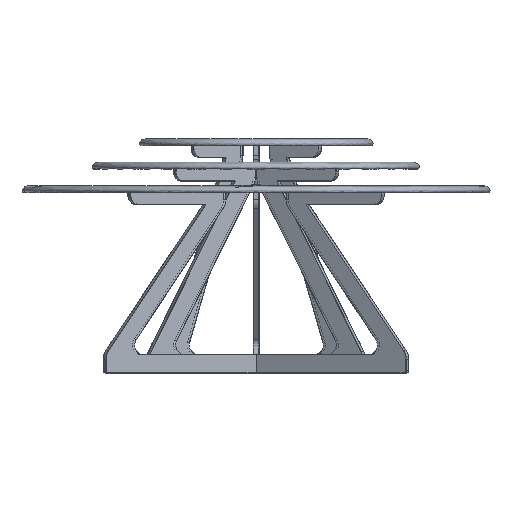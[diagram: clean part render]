
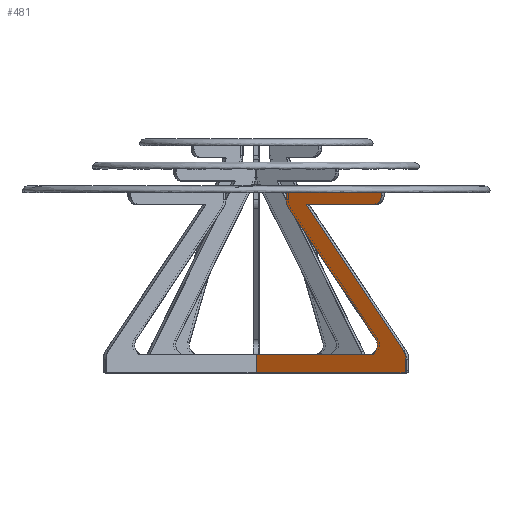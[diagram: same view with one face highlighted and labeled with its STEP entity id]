
A CAD part, left-side view. The second image highlights one B-rep face of the part: STEP entity #481.
In plain terms, the highlighted planar face has unit normal (-0.866, 0.5, 0).
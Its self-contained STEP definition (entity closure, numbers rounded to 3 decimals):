
#29=B_SPLINE_CURVE_WITH_KNOTS('',1,(#9010,#9011),.UNSPECIFIED.,.F.,.F.,
(2,2),(0.,279.088),.UNSPECIFIED.);
#30=B_SPLINE_CURVE_WITH_KNOTS('',1,(#9012,#9013),.UNSPECIFIED.,.F.,.F.,
(2,2),(1.014,164.814),.UNSPECIFIED.);
#31=B_SPLINE_CURVE_WITH_KNOTS('',1,(#9014,#9015),.UNSPECIFIED.,.F.,.F.,
(2,2),(0.,9.5),.UNSPECIFIED.);
#32=B_SPLINE_CURVE_WITH_KNOTS('',1,(#9016,#9017),.UNSPECIFIED.,.F.,.F.,
(2,2),(0.5,234.735),.UNSPECIFIED.);
#33=B_SPLINE_CURVE_WITH_KNOTS('',1,(#9018,#9019),.UNSPECIFIED.,.F.,.F.,
(2,2),(0.,365.068),.UNSPECIFIED.);
#34=B_SPLINE_CURVE_WITH_KNOTS('',1,(#9020,#9021),.UNSPECIFIED.,.F.,.F.,
(2,2),(0.5,39.5),.UNSPECIFIED.);
#335=PLANE('',#6847);
#481=ADVANCED_FACE('',(#961),#335,.T.);
#961=FACE_OUTER_BOUND('',#1441,.T.);
#1441=EDGE_LOOP('',(#2147,#2148,#2149,#2150,#2151,#2152,#2153,#2154,#2155,
#2156,#2157,#2158,#2159,#2160,#2161,#2162));
#2147=ORIENTED_EDGE('',*,*,#4104,.T.);
#2148=ORIENTED_EDGE('',*,*,#4103,.F.);
#2149=ORIENTED_EDGE('',*,*,#4198,.T.);
#2150=ORIENTED_EDGE('',*,*,#4194,.T.);
#2151=ORIENTED_EDGE('',*,*,#4166,.T.);
#2152=ORIENTED_EDGE('',*,*,#4162,.T.);
#2153=ORIENTED_EDGE('',*,*,#4318,.F.);
#2154=ORIENTED_EDGE('',*,*,#4100,.T.);
#2155=ORIENTED_EDGE('',*,*,#4187,.T.);
#2156=ORIENTED_EDGE('',*,*,#4101,.T.);
#2157=ORIENTED_EDGE('',*,*,#4102,.T.);
#2158=ORIENTED_EDGE('',*,*,#4145,.T.);
#2159=ORIENTED_EDGE('',*,*,#4178,.T.);
#2160=ORIENTED_EDGE('',*,*,#4172,.T.);
#2161=ORIENTED_EDGE('',*,*,#4149,.T.);
#2162=ORIENTED_EDGE('',*,*,#4099,.F.);
#4099=EDGE_CURVE('',#5850,#5851,#29,.T.);
#4100=EDGE_CURVE('',#5862,#5860,#30,.T.);
#4101=EDGE_CURVE('',#5861,#5864,#31,.T.);
#4102=EDGE_CURVE('',#5864,#5858,#32,.T.);
#4103=EDGE_CURVE('',#5852,#5865,#33,.T.);
#4104=EDGE_CURVE('',#5850,#5865,#34,.T.);
#4145=EDGE_CURVE('',#5858,#5859,#5170,.T.);
#4149=EDGE_CURVE('',#5856,#5851,#5174,.T.);
#4162=EDGE_CURVE('',#5855,#5863,#5185,.T.);
#4166=EDGE_CURVE('',#5854,#5855,#5189,.T.);
#4172=EDGE_CURVE('',#5857,#5856,#5195,.T.);
#4178=EDGE_CURVE('',#5859,#5857,#5201,.T.);
#4187=EDGE_CURVE('',#5860,#5861,#5210,.T.);
#4194=EDGE_CURVE('',#5853,#5854,#5217,.T.);
#4198=EDGE_CURVE('',#5852,#5853,#5221,.T.);
#4318=EDGE_CURVE('',#5862,#5863,#5329,.T.);
#5170=(
BOUNDED_CURVE()
B_SPLINE_CURVE(1,(#9121,#9122),.UNSPECIFIED.,.F.,.F.)
B_SPLINE_CURVE_WITH_KNOTS((2,2),(0.5,19.815),
 .UNSPECIFIED.)
CURVE()
GEOMETRIC_REPRESENTATION_ITEM()
RATIONAL_B_SPLINE_CURVE((1.,1.))
REPRESENTATION_ITEM('')
);
#5174=(
BOUNDED_CURVE()
B_SPLINE_CURVE(3,(#9136,#9137,#9138,#9139,#9140,#9141,#9142),
 .UNSPECIFIED.,.F.,.F.)
B_SPLINE_CURVE_WITH_KNOTS((4,1,1,1,4),(0.,10.45,
22.809,35.168,45.617),.UNSPECIFIED.)
CURVE()
GEOMETRIC_REPRESENTATION_ITEM()
RATIONAL_B_SPLINE_CURVE((1.,1.,1.,1.,1.,1.,1.))
REPRESENTATION_ITEM('')
);
#5185=(
BOUNDED_CURVE()
B_SPLINE_CURVE(1,(#9182,#9183),.UNSPECIFIED.,.F.,.F.)
B_SPLINE_CURVE_WITH_KNOTS((2,2),(0.,391.855),
 .UNSPECIFIED.)
CURVE()
GEOMETRIC_REPRESENTATION_ITEM()
RATIONAL_B_SPLINE_CURVE((1.,1.))
REPRESENTATION_ITEM('')
);
#5189=(
BOUNDED_CURVE()
B_SPLINE_CURVE(2,(#9193,#9194,#9195),.UNSPECIFIED.,.F.,.F.)
B_SPLINE_CURVE_WITH_KNOTS((3,3),(0.,19.309),
 .UNSPECIFIED.)
CURVE()
GEOMETRIC_REPRESENTATION_ITEM()
RATIONAL_B_SPLINE_CURVE((1.,0.947,1.))
REPRESENTATION_ITEM('')
);
#5195=(
BOUNDED_CURVE()
B_SPLINE_CURVE(1,(#9208,#9209),.UNSPECIFIED.,.F.,.F.)
B_SPLINE_CURVE_WITH_KNOTS((2,2),(0.,352.31),
 .UNSPECIFIED.)
CURVE()
GEOMETRIC_REPRESENTATION_ITEM()
RATIONAL_B_SPLINE_CURVE((1.,1.))
REPRESENTATION_ITEM('')
);
#5201=(
BOUNDED_CURVE()
B_SPLINE_CURVE(2,(#9225,#9226,#9227),.UNSPECIFIED.,.F.,.F.)
B_SPLINE_CURVE_WITH_KNOTS((3,3),(0.,19.309),
 .UNSPECIFIED.)
CURVE()
GEOMETRIC_REPRESENTATION_ITEM()
RATIONAL_B_SPLINE_CURVE((1.,0.947,1.))
REPRESENTATION_ITEM('')
);
#5210=(
BOUNDED_CURVE()
B_SPLINE_CURVE(2,(#9250,#9251,#9252),.UNSPECIFIED.,.F.,.F.)
B_SPLINE_CURVE_WITH_KNOTS((3,3),(0.,30.63),
 .UNSPECIFIED.)
CURVE()
GEOMETRIC_REPRESENTATION_ITEM()
RATIONAL_B_SPLINE_CURVE((1.,0.707,1.))
REPRESENTATION_ITEM('')
);
#5217=(
BOUNDED_CURVE()
B_SPLINE_CURVE(1,(#9268,#9269),.UNSPECIFIED.,.F.,.F.)
B_SPLINE_CURVE_WITH_KNOTS((2,2),(0.,24.815),
 .UNSPECIFIED.)
CURVE()
GEOMETRIC_REPRESENTATION_ITEM()
RATIONAL_B_SPLINE_CURVE((1.,1.))
REPRESENTATION_ITEM('')
);
#5221=(
BOUNDED_CURVE()
B_SPLINE_CURVE(2,(#9279,#9280,#9281),.UNSPECIFIED.,.F.,.F.)
B_SPLINE_CURVE_WITH_KNOTS((3,3),(0.,7.068),
 .UNSPECIFIED.)
CURVE()
GEOMETRIC_REPRESENTATION_ITEM()
RATIONAL_B_SPLINE_CURVE((1.,0.707,1.))
REPRESENTATION_ITEM('')
);
#5329=(
BOUNDED_CURVE()
B_SPLINE_CURVE(3,(#9641,#9642,#9643,#9644,#9645,#9646,#9647,#9648,#9649,
#9650,#9651,#9652,#9653),.UNSPECIFIED.,.F.,.F.)
B_SPLINE_CURVE_WITH_KNOTS((4,3,3,3,4),(0.,1.047,1.113,
1.178,2.225),.UNSPECIFIED.)
CURVE()
GEOMETRIC_REPRESENTATION_ITEM()
RATIONAL_B_SPLINE_CURVE((1.,1.,1.,1.,1.,1.,1.,1.,1.,1.,1.,1.,1.))
REPRESENTATION_ITEM('')
);
#5850=VERTEX_POINT('',#8562);
#5851=VERTEX_POINT('',#8563);
#5852=VERTEX_POINT('',#8564);
#5853=VERTEX_POINT('',#8565);
#5854=VERTEX_POINT('',#8566);
#5855=VERTEX_POINT('',#8567);
#5856=VERTEX_POINT('',#8568);
#5857=VERTEX_POINT('',#8569);
#5858=VERTEX_POINT('',#8570);
#5859=VERTEX_POINT('',#8571);
#5860=VERTEX_POINT('',#8572);
#5861=VERTEX_POINT('',#8573);
#5862=VERTEX_POINT('',#8574);
#5863=VERTEX_POINT('',#8575);
#5864=VERTEX_POINT('',#8576);
#5865=VERTEX_POINT('',#8577);
#6847=AXIS2_PLACEMENT_3D('',#7617,#6922,$);
#6922=DIRECTION('',(-0.866,0.5,0.));
#7617=CARTESIAN_POINT('',(930.223,40.062,-3.));
#8562=CARTESIAN_POINT('',(905.145,-3.373,85.218));
#8563=CARTESIAN_POINT('',(765.601,-245.07,85.218));
#8564=CARTESIAN_POINT('',(722.611,-319.532,46.218));
#8565=CARTESIAN_POINT('',(720.361,-323.429,50.718));
#8566=CARTESIAN_POINT('',(720.361,-323.429,75.534));
#8567=CARTESIAN_POINT('',(723.41,-318.148,93.494));
#8568=CARTESIAN_POINT('',(757.47,-259.155,118.199));
#8569=CARTESIAN_POINT('',(864.715,-73.401,397.692));
#8570=CARTESIAN_POINT('',(867.763,-68.121,434.967));
#8571=CARTESIAN_POINT('',(867.763,-68.121,415.652));
#8572=CARTESIAN_POINT('',(760.396,-254.087,405.967));
#8573=CARTESIAN_POINT('',(750.646,-270.974,425.467));
#8574=CARTESIAN_POINT('',(842.295,-112.232,405.967));
#8575=CARTESIAN_POINT('',(842.692,-111.545,404.359));
#8576=CARTESIAN_POINT('',(750.646,-270.974,434.967));
#8577=CARTESIAN_POINT('',(905.145,-3.373,46.218));
#9010=CARTESIAN_POINT('',(905.145,-3.373,85.218));
#9011=CARTESIAN_POINT('',(765.601,-245.07,85.218));
#9012=CARTESIAN_POINT('',(842.295,-112.232,405.967));
#9013=CARTESIAN_POINT('',(760.396,-254.087,405.967));
#9014=CARTESIAN_POINT('',(750.646,-270.974,425.467));
#9015=CARTESIAN_POINT('',(750.646,-270.974,434.967));
#9016=CARTESIAN_POINT('',(750.646,-270.974,434.967));
#9017=CARTESIAN_POINT('',(867.763,-68.121,434.967));
#9018=CARTESIAN_POINT('',(722.611,-319.532,46.218));
#9019=CARTESIAN_POINT('',(905.145,-3.373,46.218));
#9020=CARTESIAN_POINT('',(905.145,-3.373,85.218));
#9021=CARTESIAN_POINT('',(905.145,-3.373,46.218));
#9121=CARTESIAN_POINT('',(867.763,-68.121,434.967));
#9122=CARTESIAN_POINT('',(867.763,-68.121,415.652));
#9136=CARTESIAN_POINT('',(757.47,-259.155,118.199));
#9137=CARTESIAN_POINT('',(756.41,-260.991,115.438));
#9138=CARTESIAN_POINT('',(754.877,-263.646,108.203));
#9139=CARTESIAN_POINT('',(755.831,-261.993,96.083));
#9140=CARTESIAN_POINT('',(760.058,-254.672,87.19));
#9141=CARTESIAN_POINT('',(763.861,-248.085,85.217));
#9142=CARTESIAN_POINT('',(765.601,-245.07,85.218));
#9182=CARTESIAN_POINT('',(723.41,-318.148,93.494));
#9183=CARTESIAN_POINT('',(842.692,-111.545,404.359));
#9193=CARTESIAN_POINT('',(720.361,-323.429,75.534));
#9194=CARTESIAN_POINT('',(720.361,-323.429,85.549));
#9195=CARTESIAN_POINT('',(723.41,-318.148,93.494));
#9208=CARTESIAN_POINT('',(864.715,-73.401,397.692));
#9209=CARTESIAN_POINT('',(757.47,-259.155,118.199));
#9225=CARTESIAN_POINT('',(867.763,-68.121,415.652));
#9226=CARTESIAN_POINT('',(867.763,-68.121,405.637));
#9227=CARTESIAN_POINT('',(864.715,-73.401,397.692));
#9250=CARTESIAN_POINT('',(760.396,-254.087,405.967));
#9251=CARTESIAN_POINT('',(750.646,-270.974,405.967));
#9252=CARTESIAN_POINT('',(750.646,-270.974,425.467));
#9268=CARTESIAN_POINT('',(720.361,-323.429,50.718));
#9269=CARTESIAN_POINT('',(720.361,-323.429,75.534));
#9279=CARTESIAN_POINT('',(722.611,-319.532,46.218));
#9280=CARTESIAN_POINT('',(720.361,-323.429,46.218));
#9281=CARTESIAN_POINT('',(720.361,-323.429,50.718));
#9641=CARTESIAN_POINT('',(842.295,-112.232,405.967));
#9642=CARTESIAN_POINT('',(842.471,-111.928,405.975));
#9643=CARTESIAN_POINT('',(842.642,-111.633,405.768));
#9644=CARTESIAN_POINT('',(842.729,-111.481,405.467));
#9645=CARTESIAN_POINT('',(842.735,-111.472,405.449));
#9646=CARTESIAN_POINT('',(842.74,-111.463,405.43));
#9647=CARTESIAN_POINT('',(842.744,-111.455,405.41));
#9648=CARTESIAN_POINT('',(842.749,-111.446,405.391));
#9649=CARTESIAN_POINT('',(842.754,-111.439,405.371));
#9650=CARTESIAN_POINT('',(842.758,-111.431,405.351));
#9651=CARTESIAN_POINT('',(842.824,-111.317,405.029));
#9652=CARTESIAN_POINT('',(842.802,-111.355,404.633));
#9653=CARTESIAN_POINT('',(842.692,-111.545,404.359));
